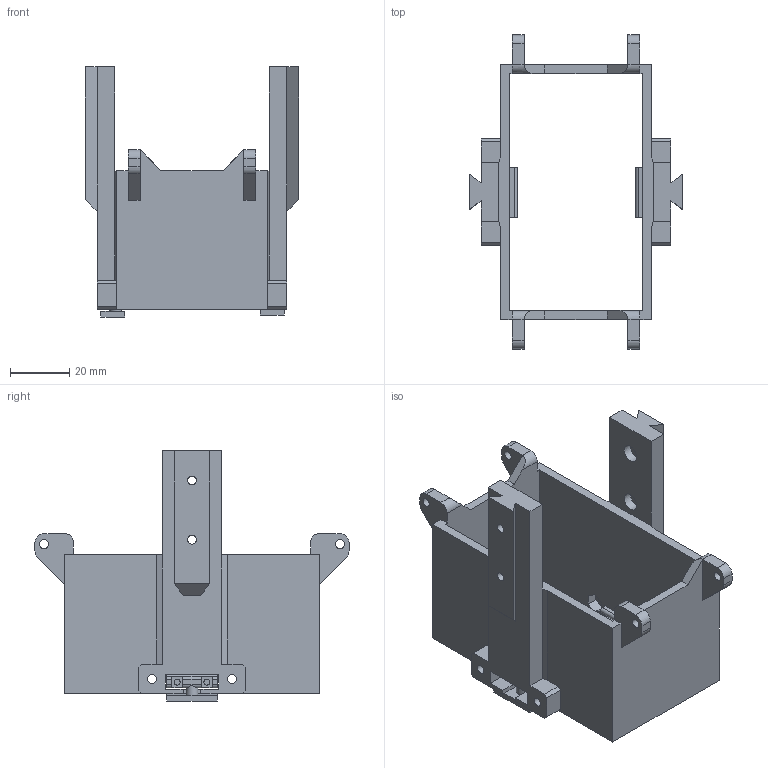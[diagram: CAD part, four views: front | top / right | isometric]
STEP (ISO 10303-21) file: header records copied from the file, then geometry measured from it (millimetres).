
FILE_DESCRIPTION(/* description */ (''),/* implementation_level */ '2;1');
FILE_NAME(/* name */ 'central ram.step',/* time_stamp */ '2025-11-29T23:53:22+03:00',/* author */ (''),/* organization */ (''),/* preprocessor_version */ 'ST-DEVELOPER v20.1',/* originating_system */ 'Autodesk Translation Framework v14.21.0.0',/* authorisation */ '');
FILE_SCHEMA (('AUTOMOTIVE_DESIGN { 1 0 10303 214 3 1 1 }'));
Length unit declared in the file: millimetre
Products named in the file (2): central ram; spike
Assembly tree (2 placements, depth 2):
  central ram
    spike  x2
Bounding box: 72 x 106 x 84.5 mm (x, y, z)
Volume: 63812.2 mm3; surface area: 38160.1 mm2
Topology: 3 solids, 3 shells, 219 faces, 592 edges, 390 vertices
Faces by surface type: plane 167, cylinder 52
Full cylindrical faces by diameter (mm): 2 x4, 3 x12, 4 x2, 6 x4
Entity records: 5938 total; most frequent: CARTESIAN_POINT 1046, ORIENTED_EDGE 1012, DIRECTION 961, EDGE_CURVE 506, LINE 425, VECTOR 425, VERTEX_POINT 333, AXIS2_PLACEMENT_3D 268
